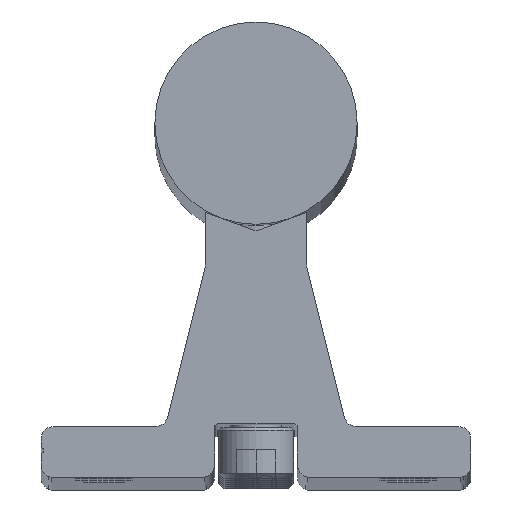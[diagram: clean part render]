
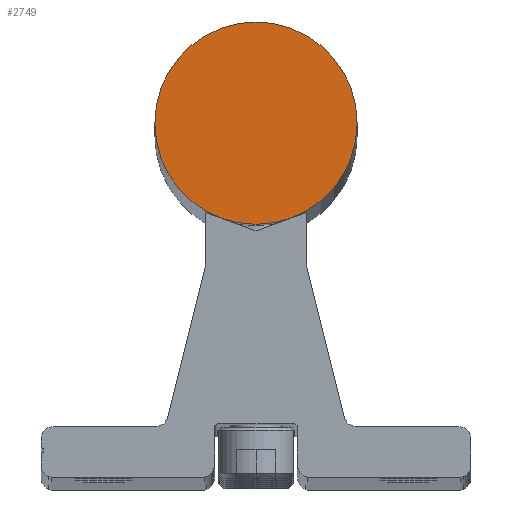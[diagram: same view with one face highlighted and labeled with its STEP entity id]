
A CAD part, top view. The second image highlights one B-rep face of the part: STEP entity #2749.
In plain terms, the highlighted planar face has unit normal (0, 0, 1).
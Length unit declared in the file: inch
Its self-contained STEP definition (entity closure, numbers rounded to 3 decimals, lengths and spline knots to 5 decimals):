
#82 = DIRECTION ( 'NONE',  ( 1., 0., 0. ) ) ;
#1646 = CARTESIAN_POINT ( 'NONE',  ( -0.5, 1.75, 0. ) ) ;
#1855 = AXIS2_PLACEMENT_3D ( 'NONE', #5770, #4368, #1878 ) ;
#1869 = DIRECTION ( 'NONE',  ( 0., 0., 1. ) ) ;
#1878 = DIRECTION ( 'NONE',  ( 1., 0., 0. ) ) ;
#2749 = ADVANCED_FACE ( 'NONE', ( #5375 ), #3398, .T. ) ;
#3307 = EDGE_CURVE ( 'NONE', #5222, #4885, #6361, .T. ) ;
#3348 = CARTESIAN_POINT ( 'NONE',  ( 0., 1.75, 0. ) ) ;
#3398 = PLANE ( 'NONE',  #5867 ) ;
#3400 = ORIENTED_EDGE ( 'NONE', *, *, #3307, .T. ) ;
#3685 = CARTESIAN_POINT ( 'NONE',  ( 0.5, 1.75, 0. ) ) ;
#4368 = DIRECTION ( 'NONE',  ( 0., 0., 1. ) ) ;
#4396 = ORIENTED_EDGE ( 'NONE', *, *, #5606, .T. ) ;
#4459 = CIRCLE ( 'NONE', #1855, 0.5 ) ;
#4885 = VERTEX_POINT ( 'NONE', #3685 ) ;
#5222 = VERTEX_POINT ( 'NONE', #1646 ) ;
#5375 = FACE_OUTER_BOUND ( 'NONE', #7379, .T. ) ;
#5606 = EDGE_CURVE ( 'NONE', #4885, #5222, #4459, .T. ) ;
#5759 = CARTESIAN_POINT ( 'NONE',  ( 0., 1.75, 0. ) ) ;
#5770 = CARTESIAN_POINT ( 'NONE',  ( 0., 1.75, 0. ) ) ;
#5867 = AXIS2_PLACEMENT_3D ( 'NONE', #3348, #5991, #82 ) ;
#5991 = DIRECTION ( 'NONE',  ( 0., 0., 1. ) ) ;
#6353 = DIRECTION ( 'NONE',  ( 1., 0., 0. ) ) ;
#6361 = CIRCLE ( 'NONE', #7444, 0.5 ) ;
#7379 = EDGE_LOOP ( 'NONE', ( #4396, #3400 ) ) ;
#7444 = AXIS2_PLACEMENT_3D ( 'NONE', #5759, #1869, #6353 ) ;
